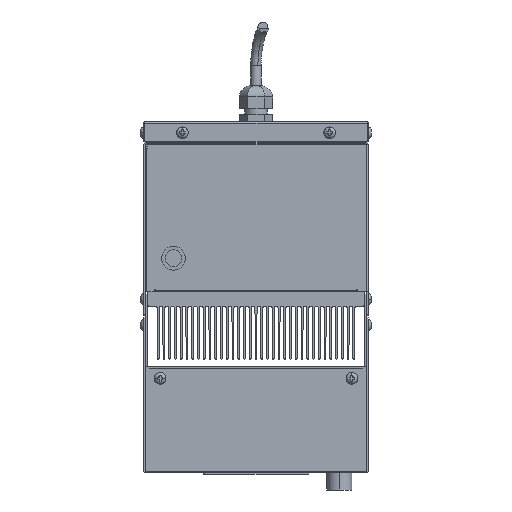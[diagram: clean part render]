
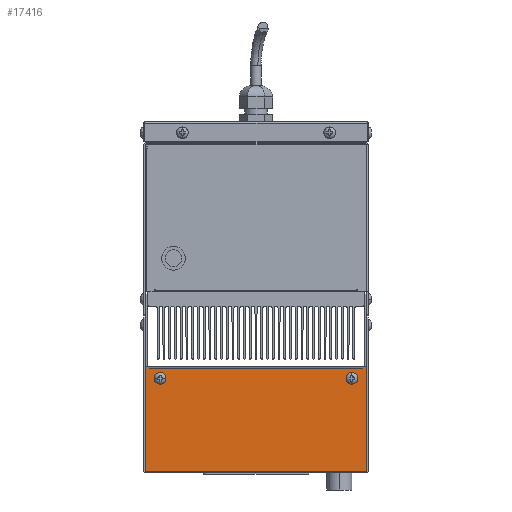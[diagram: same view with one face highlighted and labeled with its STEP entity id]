
A CAD part, front view. The second image highlights one B-rep face of the part: STEP entity #17416.
In plain terms, the highlighted planar face has unit normal (0, -1, 0).
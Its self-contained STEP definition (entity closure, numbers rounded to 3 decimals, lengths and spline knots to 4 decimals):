
#708 = EDGE_CURVE ( 'NONE', #42515, #42198, #31282, .T. ) ;
#2064 = CARTESIAN_POINT ( 'NONE',  ( 152.4448, -9.7042, -22.8598 ) ) ;
#2597 = DIRECTION ( 'NONE',  ( 0., 0., -1. ) ) ;
#3407 = ORIENTED_EDGE ( 'NONE', *, *, #32480, .T. ) ;
#3443 = CARTESIAN_POINT ( 'NONE',  ( 152.4448, -9.7042, -22.8598 ) ) ;
#3926 = VECTOR ( 'NONE', #2597, 39.3701 ) ;
#4029 = ORIENTED_EDGE ( 'NONE', *, *, #42066, .F. ) ;
#4272 = ORIENTED_EDGE ( 'NONE', *, *, #708, .T. ) ;
#6063 = CARTESIAN_POINT ( 'NONE',  ( 152.8248, -9.7042, -23.0818 ) ) ;
#7795 = VERTEX_POINT ( 'NONE', #31038 ) ;
#8100 = ORIENTED_EDGE ( 'NONE', *, *, #62304, .T. ) ;
#8314 = LINE ( 'NONE', #59530, #34043 ) ;
#8803 = ORIENTED_EDGE ( 'NONE', *, *, #30671, .T. ) ;
#9858 = CARTESIAN_POINT ( 'NONE',  ( 152.4448, -9.7042, -25.5912 ) ) ;
#10388 = DIRECTION ( 'NONE',  ( 0., 1., 0. ) ) ;
#10466 = EDGE_LOOP ( 'NONE', ( #16296, #8803 ) ) ;
#11528 = LINE ( 'NONE', #13145, #26729 ) ;
#13145 = CARTESIAN_POINT ( 'NONE',  ( 158.2048, -9.7042, -22.8598 ) ) ;
#13305 = CIRCLE ( 'NONE', #56611, 0.078 ) ;
#13435 = CARTESIAN_POINT ( 'NONE',  ( 152.8248, -9.7042, -23.1598 ) ) ;
#13839 = AXIS2_PLACEMENT_3D ( 'NONE', #48463, #48533, #48749 ) ;
#13880 = DIRECTION ( 'NONE',  ( -1., 0., 0. ) ) ;
#15804 = AXIS2_PLACEMENT_3D ( 'NONE', #50217, #19320, #55216 ) ;
#16296 = ORIENTED_EDGE ( 'NONE', *, *, #41462, .T. ) ;
#16558 = ORIENTED_EDGE ( 'NONE', *, *, #52627, .T. ) ;
#17284 = VERTEX_POINT ( 'NONE', #41803 ) ;
#17416 = ADVANCED_FACE ( 'NONE', ( #63567, #62047, #49027 ), #48097, .T. ) ;
#18240 = DIRECTION ( 'NONE',  ( -1., 0., 0. ) ) ;
#18474 = DIRECTION ( 'NONE',  ( 0., 0., 1. ) ) ;
#18798 = VERTEX_POINT ( 'NONE', #38943 ) ;
#19108 = ORIENTED_EDGE ( 'NONE', *, *, #43109, .T. ) ;
#19320 = DIRECTION ( 'NONE',  ( 0., 1., 0. ) ) ;
#23184 = CARTESIAN_POINT ( 'NONE',  ( 158.2448, -9.7042, -25.5912 ) ) ;
#23577 = VERTEX_POINT ( 'NONE', #51071 ) ;
#24825 = CARTESIAN_POINT ( 'NONE',  ( 152.8248, -9.7042, -23.1598 ) ) ;
#24950 = CARTESIAN_POINT ( 'NONE',  ( 158.2048, -9.7042, -22.8598 ) ) ;
#26729 = VECTOR ( 'NONE', #49071, 39.3701 ) ;
#30077 = DIRECTION ( 'NONE',  ( 0., 0., 1. ) ) ;
#30212 = VERTEX_POINT ( 'NONE', #24950 ) ;
#30497 = EDGE_LOOP ( 'NONE', ( #8100, #4272, #4029, #3407 ) ) ;
#30671 = EDGE_CURVE ( 'NONE', #17284, #61343, #13305, .T. ) ;
#31038 = CARTESIAN_POINT ( 'NONE',  ( 158.2048, -9.7042, -25.5912 ) ) ;
#31282 = LINE ( 'NONE', #2064, #3926 ) ;
#32480 = EDGE_CURVE ( 'NONE', #7795, #30212, #11528, .T. ) ;
#33248 = AXIS2_PLACEMENT_3D ( 'NONE', #41093, #10388, #46291 ) ;
#34043 = VECTOR ( 'NONE', #13880, 39.3701 ) ;
#36460 = EDGE_LOOP ( 'NONE', ( #19108, #16558 ) ) ;
#36714 = AXIS2_PLACEMENT_3D ( 'NONE', #24825, #60373, #30077 ) ;
#38943 = CARTESIAN_POINT ( 'NONE',  ( 157.8248, -9.7042, -23.0818 ) ) ;
#39221 = LINE ( 'NONE', #23184, #51216 ) ;
#40636 = CIRCLE ( 'NONE', #33248, 0.078 ) ;
#41093 = CARTESIAN_POINT ( 'NONE',  ( 157.8248, -9.7042, -23.1598 ) ) ;
#41165 = CIRCLE ( 'NONE', #15804, 0.078 ) ;
#41462 = EDGE_CURVE ( 'NONE', #61343, #17284, #48929, .T. ) ;
#41803 = CARTESIAN_POINT ( 'NONE',  ( 152.8248, -9.7042, -23.2378 ) ) ;
#42066 = EDGE_CURVE ( 'NONE', #7795, #42198, #39221, .T. ) ;
#42198 = VERTEX_POINT ( 'NONE', #9858 ) ;
#42515 = VERTEX_POINT ( 'NONE', #3443 ) ;
#43109 = EDGE_CURVE ( 'NONE', #18798, #23577, #40636, .T. ) ;
#46291 = DIRECTION ( 'NONE',  ( 0., 0., 1. ) ) ;
#48097 = PLANE ( 'NONE',  #13839 ) ;
#48463 = CARTESIAN_POINT ( 'NONE',  ( 158.2448, -9.7042, -22.8598 ) ) ;
#48533 = DIRECTION ( 'NONE',  ( 0., -1., 0. ) ) ;
#48749 = DIRECTION ( 'NONE',  ( 0., 0., -1. ) ) ;
#48929 = CIRCLE ( 'NONE', #36714, 0.078 ) ;
#49027 = FACE_OUTER_BOUND ( 'NONE', #30497, .T. ) ;
#49071 = DIRECTION ( 'NONE',  ( 0., 0., 1. ) ) ;
#49376 = DIRECTION ( 'NONE',  ( 0., 1., 0. ) ) ;
#50217 = CARTESIAN_POINT ( 'NONE',  ( 157.8248, -9.7042, -23.1598 ) ) ;
#51071 = CARTESIAN_POINT ( 'NONE',  ( 157.8248, -9.7042, -23.2378 ) ) ;
#51216 = VECTOR ( 'NONE', #18240, 39.3701 ) ;
#52627 = EDGE_CURVE ( 'NONE', #23577, #18798, #41165, .T. ) ;
#55216 = DIRECTION ( 'NONE',  ( 0., 0., 1. ) ) ;
#56611 = AXIS2_PLACEMENT_3D ( 'NONE', #13435, #49376, #18474 ) ;
#59530 = CARTESIAN_POINT ( 'NONE',  ( 158.2448, -9.7042, -22.8598 ) ) ;
#60373 = DIRECTION ( 'NONE',  ( 0., 1., 0. ) ) ;
#61343 = VERTEX_POINT ( 'NONE', #6063 ) ;
#62047 = FACE_BOUND ( 'NONE', #10466, .T. ) ;
#62304 = EDGE_CURVE ( 'NONE', #30212, #42515, #8314, .T. ) ;
#63567 = FACE_BOUND ( 'NONE', #36460, .T. ) ;
